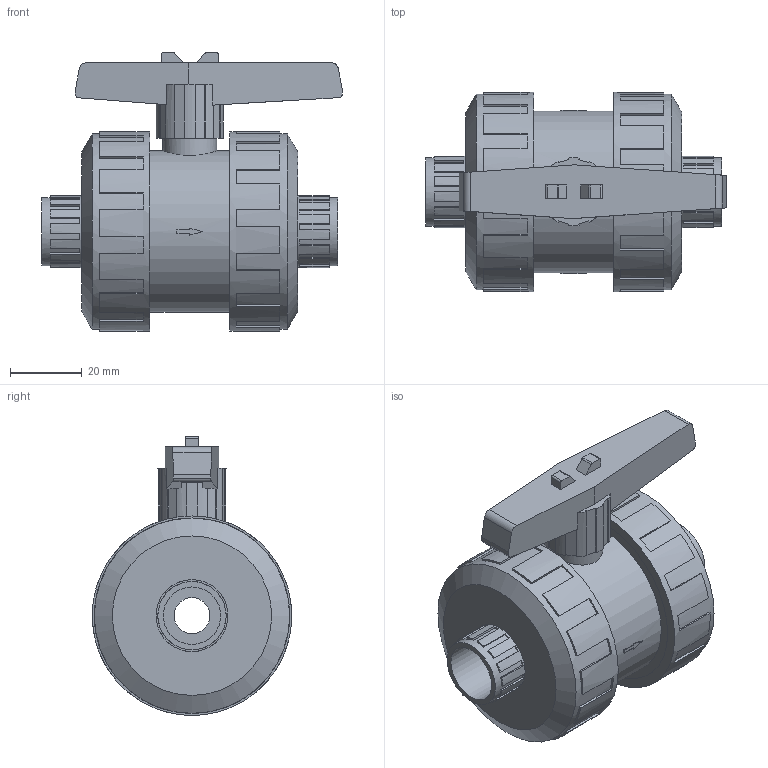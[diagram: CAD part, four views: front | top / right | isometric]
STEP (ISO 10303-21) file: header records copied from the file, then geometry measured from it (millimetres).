
FILE_DESCRIPTION((''),'2;1');
FILE_NAME('PV10043A016.stp','2022-02-17T09:08:11',('RL'),(''),'Autodesk Inventor 2012','Autodesk Inventor 2012','');
FILE_SCHEMA(('AUTOMOTIVE_DESIGN { 1 0 10303 214 1 1 1 1 }'));
Length unit declared in the file: millimetre
Products named in the file (1): PV10043A016
Bounding box: 83.75 x 55.5 x 77.58 mm (x, y, z)
Volume: 130416.4 mm3; surface area: 40897.7 mm2
Topology: 1 solids, 1 shells, 361 faces, 1010 edges, 670 vertices
Faces by surface type: plane 318, cylinder 41, cone 2
Full cylindrical faces by diameter (mm): 10 x1, 14.98 x1, 16 x2, 19 x2, 19.98 x2, 20 x2, 44.935 x2, 44.955 x3, 49.93 x2, 49.95 x2, 54.39 x2, 55.5 x2
Entity records: 11686 total; most frequent: CARTESIAN_POINT 2051, DIRECTION 2022, ORIENTED_EDGE 1968, EDGE_CURVE 984, AXIS2_PLACEMENT_3D 679, VERTEX_POINT 670, VECTOR 664, LINE 664
